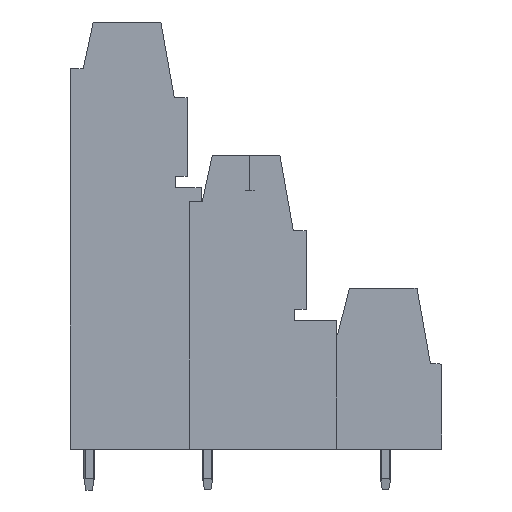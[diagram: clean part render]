
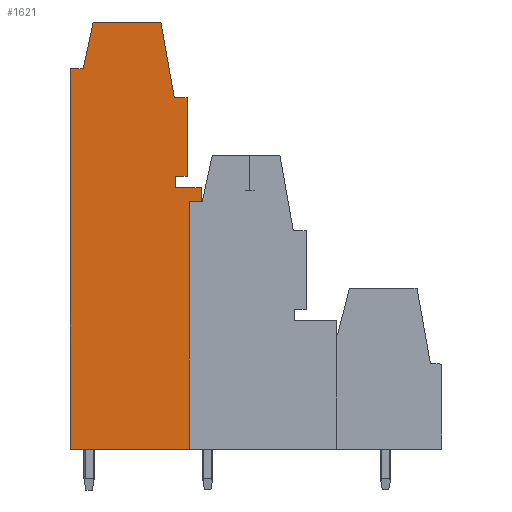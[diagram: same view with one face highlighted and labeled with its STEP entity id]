
A CAD part, left-side view. The second image highlights one B-rep face of the part: STEP entity #1621.
In plain terms, the highlighted planar face has unit normal (-1, 0, 0).
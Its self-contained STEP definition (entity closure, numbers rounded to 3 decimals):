
#1424=AXIS2_PLACEMENT_3D('Plane Axis2P3D',#1421,#1422,#1423) ;
#1309=CARTESIAN_POINT('Vertex',(2.54,20.6,24.7)) ;
#1312=CARTESIAN_POINT('Line Origine',(2.54,21.1,24.7)) ;
#1316=CARTESIAN_POINT('Vertex',(2.54,21.6,24.7)) ;
#1342=CARTESIAN_POINT('Vertex',(2.54,21.6,3.5)) ;
#1345=CARTESIAN_POINT('Line Origine',(2.54,26.7,3.5)) ;
#1349=CARTESIAN_POINT('Vertex',(2.54,31.8,3.5)) ;
#1421=CARTESIAN_POINT('Axis2P3D Location',(2.54,35.177,3.5)) ;
#1525=CARTESIAN_POINT('Line Origine',(2.54,20.6,25.3)) ;
#1529=CARTESIAN_POINT('Vertex',(2.54,20.6,25.9)) ;
#1532=CARTESIAN_POINT('Line Origine',(2.54,21.7,25.9)) ;
#1536=CARTESIAN_POINT('Vertex',(2.54,22.8,25.9)) ;
#1539=CARTESIAN_POINT('Line Origine',(2.54,22.8,26.4)) ;
#1543=CARTESIAN_POINT('Vertex',(2.54,22.8,26.9)) ;
#1546=CARTESIAN_POINT('Line Origine',(2.54,22.3,26.9)) ;
#1550=CARTESIAN_POINT('Vertex',(2.54,21.8,26.9)) ;
#1553=CARTESIAN_POINT('Line Origine',(2.54,21.8,30.25)) ;
#1557=CARTESIAN_POINT('Vertex',(2.54,21.8,33.6)) ;
#1560=CARTESIAN_POINT('Line Origine',(2.54,22.352,33.6)) ;
#1564=CARTESIAN_POINT('Vertex',(2.54,22.904,33.6)) ;
#1567=CARTESIAN_POINT('Line Origine',(2.54,23.477,36.85)) ;
#1571=CARTESIAN_POINT('Vertex',(2.54,24.05,40.1)) ;
#1574=CARTESIAN_POINT('Line Origine',(2.54,26.95,40.1)) ;
#1578=CARTESIAN_POINT('Vertex',(2.54,29.85,40.1)) ;
#1581=CARTESIAN_POINT('Line Origine',(2.54,30.275,38.1)) ;
#1585=CARTESIAN_POINT('Vertex',(2.54,30.7,36.1)) ;
#1588=CARTESIAN_POINT('Line Origine',(2.54,31.25,36.1)) ;
#1592=CARTESIAN_POINT('Vertex',(2.54,31.8,36.1)) ;
#1595=CARTESIAN_POINT('Line Origine',(2.54,31.8,19.8)) ;
#1600=CARTESIAN_POINT('Line Origine',(2.54,21.6,14.1)) ;
#1313=DIRECTION('Vector Direction',(0.,1.,0.)) ;
#1346=DIRECTION('Vector Direction',(0.,-1.,0.)) ;
#1422=DIRECTION('Axis2P3D Direction',(-1.,0.,0.)) ;
#1423=DIRECTION('Axis2P3D XDirection',(0.,-1.,0.)) ;
#1526=DIRECTION('Vector Direction',(0.,0.,1.)) ;
#1533=DIRECTION('Vector Direction',(0.,1.,0.)) ;
#1540=DIRECTION('Vector Direction',(0.,0.,-1.)) ;
#1547=DIRECTION('Vector Direction',(0.,1.,0.)) ;
#1554=DIRECTION('Vector Direction',(0.,0.,-1.)) ;
#1561=DIRECTION('Vector Direction',(0.,-1.,0.)) ;
#1568=DIRECTION('Vector Direction',(0.,-0.174,-0.985)) ;
#1575=DIRECTION('Vector Direction',(0.,-1.,0.)) ;
#1582=DIRECTION('Vector Direction',(0.,-0.208,0.978)) ;
#1589=DIRECTION('Vector Direction',(0.,-1.,0.)) ;
#1596=DIRECTION('Vector Direction',(0.,0.,1.)) ;
#1601=DIRECTION('Vector Direction',(0.,0.,1.)) ;
#1314=VECTOR('Line Direction',#1313,1.) ;
#1347=VECTOR('Line Direction',#1346,1.) ;
#1527=VECTOR('Line Direction',#1526,1.) ;
#1534=VECTOR('Line Direction',#1533,1.) ;
#1541=VECTOR('Line Direction',#1540,1.) ;
#1548=VECTOR('Line Direction',#1547,1.) ;
#1555=VECTOR('Line Direction',#1554,1.) ;
#1562=VECTOR('Line Direction',#1561,1.) ;
#1569=VECTOR('Line Direction',#1568,1.) ;
#1576=VECTOR('Line Direction',#1575,1.) ;
#1583=VECTOR('Line Direction',#1582,1.) ;
#1590=VECTOR('Line Direction',#1589,1.) ;
#1597=VECTOR('Line Direction',#1596,1.) ;
#1602=VECTOR('Line Direction',#1601,1.) ;
#1606=ORIENTED_EDGE('',*,*,#1531,.T.) ;
#1607=ORIENTED_EDGE('',*,*,#1538,.T.) ;
#1608=ORIENTED_EDGE('',*,*,#1545,.F.) ;
#1609=ORIENTED_EDGE('',*,*,#1552,.F.) ;
#1610=ORIENTED_EDGE('',*,*,#1559,.F.) ;
#1611=ORIENTED_EDGE('',*,*,#1566,.F.) ;
#1612=ORIENTED_EDGE('',*,*,#1573,.F.) ;
#1613=ORIENTED_EDGE('',*,*,#1580,.F.) ;
#1614=ORIENTED_EDGE('',*,*,#1587,.F.) ;
#1615=ORIENTED_EDGE('',*,*,#1594,.F.) ;
#1616=ORIENTED_EDGE('',*,*,#1599,.F.) ;
#1617=ORIENTED_EDGE('',*,*,#1351,.T.) ;
#1618=ORIENTED_EDGE('',*,*,#1604,.T.) ;
#1619=ORIENTED_EDGE('',*,*,#1318,.F.) ;
#1621=ADVANCED_FACE('HOUSING',(#1620),#1425,.T.) ;
#1318=EDGE_CURVE('',#1310,#1317,#1315,.T.) ;
#1351=EDGE_CURVE('',#1350,#1343,#1348,.T.) ;
#1531=EDGE_CURVE('',#1310,#1530,#1528,.T.) ;
#1538=EDGE_CURVE('',#1530,#1537,#1535,.T.) ;
#1545=EDGE_CURVE('',#1544,#1537,#1542,.T.) ;
#1552=EDGE_CURVE('',#1551,#1544,#1549,.T.) ;
#1559=EDGE_CURVE('',#1558,#1551,#1556,.T.) ;
#1566=EDGE_CURVE('',#1565,#1558,#1563,.T.) ;
#1573=EDGE_CURVE('',#1572,#1565,#1570,.T.) ;
#1580=EDGE_CURVE('',#1579,#1572,#1577,.T.) ;
#1587=EDGE_CURVE('',#1586,#1579,#1584,.T.) ;
#1594=EDGE_CURVE('',#1593,#1586,#1591,.T.) ;
#1599=EDGE_CURVE('',#1350,#1593,#1598,.T.) ;
#1604=EDGE_CURVE('',#1343,#1317,#1603,.T.) ;
#1605=EDGE_LOOP('',(#1606,#1607,#1608,#1609,#1610,#1611,#1612,#1613,#1614,#1615,#1616,#1617,#1618,#1619)) ;
#1620=FACE_OUTER_BOUND('',#1605,.T.) ;
#1315=LINE('Line',#1312,#1314) ;
#1348=LINE('Line',#1345,#1347) ;
#1528=LINE('Line',#1525,#1527) ;
#1535=LINE('Line',#1532,#1534) ;
#1542=LINE('Line',#1539,#1541) ;
#1549=LINE('Line',#1546,#1548) ;
#1556=LINE('Line',#1553,#1555) ;
#1563=LINE('Line',#1560,#1562) ;
#1570=LINE('Line',#1567,#1569) ;
#1577=LINE('Line',#1574,#1576) ;
#1584=LINE('Line',#1581,#1583) ;
#1591=LINE('Line',#1588,#1590) ;
#1598=LINE('Line',#1595,#1597) ;
#1603=LINE('Line',#1600,#1602) ;
#1425=PLANE('',#1424) ;
#1310=VERTEX_POINT('',#1309) ;
#1317=VERTEX_POINT('',#1316) ;
#1343=VERTEX_POINT('',#1342) ;
#1350=VERTEX_POINT('',#1349) ;
#1530=VERTEX_POINT('',#1529) ;
#1537=VERTEX_POINT('',#1536) ;
#1544=VERTEX_POINT('',#1543) ;
#1551=VERTEX_POINT('',#1550) ;
#1558=VERTEX_POINT('',#1557) ;
#1565=VERTEX_POINT('',#1564) ;
#1572=VERTEX_POINT('',#1571) ;
#1579=VERTEX_POINT('',#1578) ;
#1586=VERTEX_POINT('',#1585) ;
#1593=VERTEX_POINT('',#1592) ;
